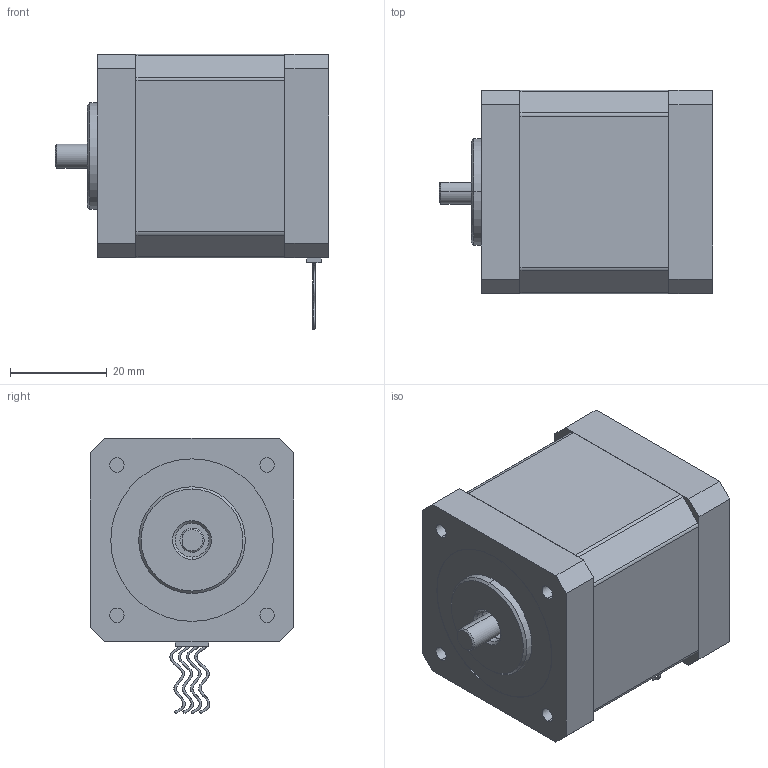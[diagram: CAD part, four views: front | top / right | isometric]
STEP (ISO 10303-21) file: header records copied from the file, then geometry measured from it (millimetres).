
FILE_DESCRIPTION (( 'STEP AP214' ), '1' );
FILE_NAME ('42HS4813A4XG.STEP', '2023-02-20T02:06:40', ( 'Windows 蚚誧' ), ( 'Organization' ), 'SwSTEP 2.0', 'SolidWorks 2021', '' );
FILE_SCHEMA (( 'AUTOMOTIVE_DESIGN' ));
Length unit declared in the file: millimetre
Products named in the file (1): 42HS4813A4XG
Bounding box: 56.3 x 42 x 56.79 mm (x, y, z)
Volume: 82713.1 mm3; surface area: 19701.1 mm2
Topology: 5 solids, 5 shells, 203 faces, 501 edges, 328 vertices
Faces by surface type: plane 129, cylinder 49, torus 10, bspline 8, cone 7
Entity records: 8103 total; most frequent: CARTESIAN_POINT 2919, ORIENTED_EDGE 1002, DIRECTION 968, EDGE_CURVE 501, AXIS2_PLACEMENT_3D 345, VERTEX_POINT 328, LINE 278, VECTOR 278
